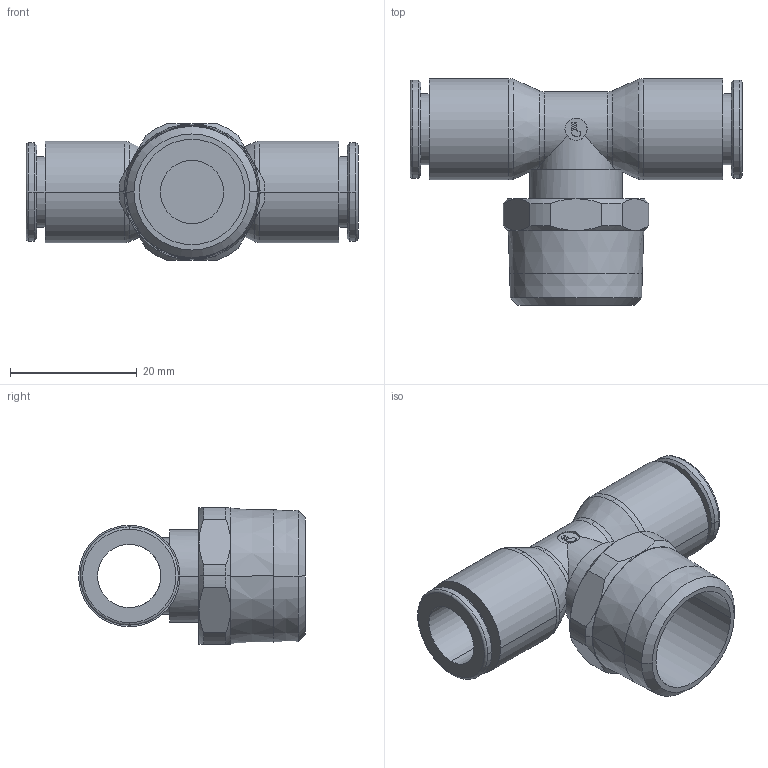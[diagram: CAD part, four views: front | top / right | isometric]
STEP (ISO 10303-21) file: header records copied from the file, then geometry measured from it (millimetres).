
FILE_DESCRIPTION(('STEP AP214'),'1');
FILE_NAME('3108_10_21.stp','2016-07-07T14:15:58',('TraceParts'),('TraceParts S.A.'),'Spatial InterOp 3D',' ',' ');
FILE_SCHEMA(('automotive_design'));
Length unit declared in the file: millimetre
Products named in the file (1): 1
Bounding box: 52.4 x 35.8 x 21.5 mm (x, y, z)
Volume: 8028.4 mm3; surface area: 7557.2 mm2
Topology: 1 solids, 1 shells, 126 faces, 319 edges, 205 vertices
Faces by surface type: cylinder 43, plane 39, cone 30, torus 14
Entity records: 4149 total; most frequent: CARTESIAN_POINT 1059, DIRECTION 685, ORIENTED_EDGE 638, EDGE_CURVE 319, AXIS2_PLACEMENT_3D 288, VERTEX_POINT 205, CIRCLE 157, EDGE_LOOP 142
